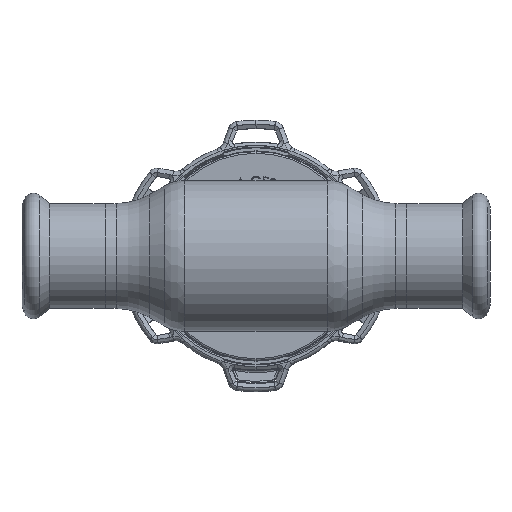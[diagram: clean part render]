
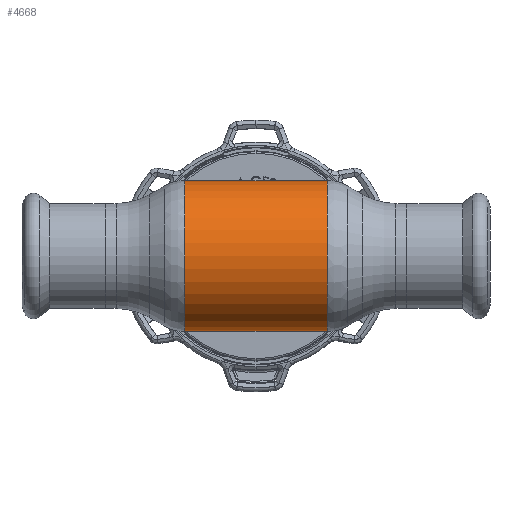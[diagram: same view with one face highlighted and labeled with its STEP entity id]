
A CAD part, front view. The second image highlights one B-rep face of the part: STEP entity #4668.
In plain terms, the highlighted cylindrical face has radius 22.5 mm (diameter 45 mm), a partial arc.
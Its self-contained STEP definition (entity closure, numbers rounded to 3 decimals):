
#1241 = CIRCLE ( 'NONE', #26296, 22.5 ) ;
#2086 = CARTESIAN_POINT ( 'NONE',  ( 21.285, 0., 0. ) ) ;
#2687 = LINE ( 'NONE', #16375, #10426 ) ;
#2924 = DIRECTION ( 'NONE',  ( -1., 0., 0. ) ) ;
#3108 = CARTESIAN_POINT ( 'NONE',  ( -21.285, 0., 0. ) ) ;
#4668 = ADVANCED_FACE ( 'NONE', ( #29055 ), #42616, .T. ) ;
#6766 = VECTOR ( 'NONE', #18171, 1000. ) ;
#7804 = EDGE_LOOP ( 'NONE', ( #12785, #11769, #18994, #17017 ) ) ;
#8797 = DIRECTION ( 'NONE',  ( 0., 0., 1. ) ) ;
#9119 = VERTEX_POINT ( 'NONE', #34710 ) ;
#10426 = VECTOR ( 'NONE', #26653, 1000. ) ;
#11769 = ORIENTED_EDGE ( 'NONE', *, *, #34257, .T. ) ;
#11866 = VERTEX_POINT ( 'NONE', #15257 ) ;
#12785 = ORIENTED_EDGE ( 'NONE', *, *, #33956, .F. ) ;
#15257 = CARTESIAN_POINT ( 'NONE',  ( 21.285, 0., -22.5 ) ) ;
#16375 = CARTESIAN_POINT ( 'NONE',  ( -62.69, 0., 22.5 ) ) ;
#16791 = DIRECTION ( 'NONE',  ( -1., 0., 0. ) ) ;
#16908 = EDGE_CURVE ( 'NONE', #26100, #9119, #40721, .T. ) ;
#17017 = ORIENTED_EDGE ( 'NONE', *, *, #16908, .F. ) ;
#17532 = CARTESIAN_POINT ( 'NONE',  ( -62.69, 0., -22.5 ) ) ;
#18171 = DIRECTION ( 'NONE',  ( -1., 0., 0. ) ) ;
#18478 = CARTESIAN_POINT ( 'NONE',  ( 21.285, 0., 22.5 ) ) ;
#18994 = ORIENTED_EDGE ( 'NONE', *, *, #36848, .T. ) ;
#25364 = CARTESIAN_POINT ( 'NONE',  ( -62.69, 0., 0. ) ) ;
#26100 = VERTEX_POINT ( 'NONE', #42835 ) ;
#26227 = DIRECTION ( 'NONE',  ( 0., 0., 1. ) ) ;
#26296 = AXIS2_PLACEMENT_3D ( 'NONE', #2086, #2924, #42852 ) ;
#26507 = LINE ( 'NONE', #17532, #6766 ) ;
#26653 = DIRECTION ( 'NONE',  ( -1., 0., 0. ) ) ;
#29055 = FACE_OUTER_BOUND ( 'NONE', #7804, .T. ) ;
#33689 = AXIS2_PLACEMENT_3D ( 'NONE', #3108, #16791, #26227 ) ;
#33956 = EDGE_CURVE ( 'NONE', #11866, #26100, #26507, .T. ) ;
#34257 = EDGE_CURVE ( 'NONE', #11866, #38156, #1241, .T. ) ;
#34710 = CARTESIAN_POINT ( 'NONE',  ( -21.285, 0., 22.5 ) ) ;
#36848 = EDGE_CURVE ( 'NONE', #38156, #9119, #2687, .T. ) ;
#38156 = VERTEX_POINT ( 'NONE', #18478 ) ;
#38655 = DIRECTION ( 'NONE',  ( -1., 0., 0. ) ) ;
#40721 = CIRCLE ( 'NONE', #33689, 22.5 ) ;
#42196 = AXIS2_PLACEMENT_3D ( 'NONE', #25364, #38655, #8797 ) ;
#42616 = CYLINDRICAL_SURFACE ( 'NONE', #42196, 22.5 ) ;
#42835 = CARTESIAN_POINT ( 'NONE',  ( -21.285, 0., -22.5 ) ) ;
#42852 = DIRECTION ( 'NONE',  ( 0., 0., 1. ) ) ;
